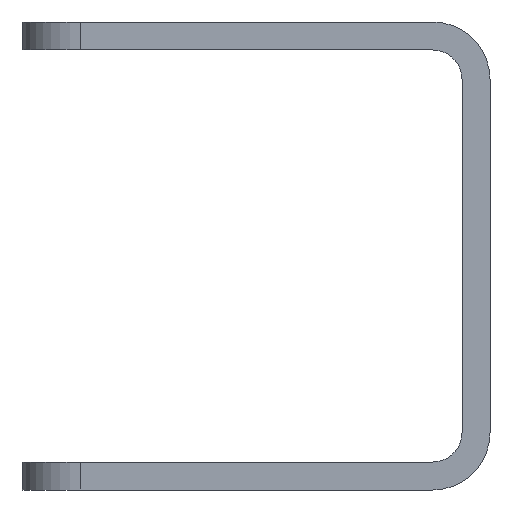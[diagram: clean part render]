
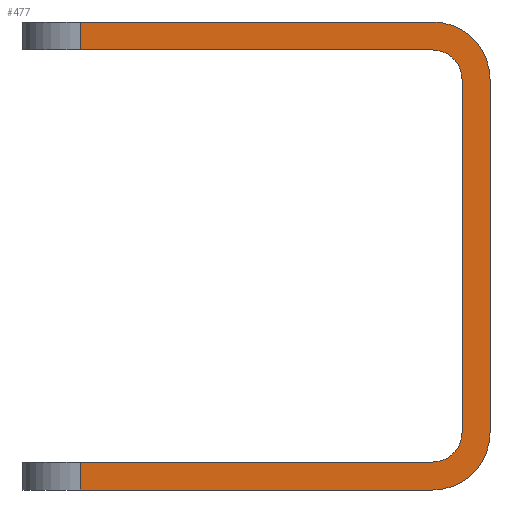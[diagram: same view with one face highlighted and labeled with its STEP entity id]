
A CAD part, front view. The second image highlights one B-rep face of the part: STEP entity #477.
In plain terms, the highlighted planar face has unit normal (0, -1, 0).
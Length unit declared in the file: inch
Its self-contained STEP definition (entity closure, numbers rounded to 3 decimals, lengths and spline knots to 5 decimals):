
#55=FACE_OUTER_BOUND('',#81,.T.);
#81=EDGE_LOOP('',(#339,#340,#341,#342,#343,#344,#345,#346,#347,#348,#349,
#350));
#131=CIRCLE('',#512,0.245);
#132=CIRCLE('',#513,0.245);
#133=CIRCLE('',#514,0.125);
#134=CIRCLE('',#515,0.125);
#163=LINE('',#723,#195);
#164=LINE('',#725,#196);
#165=LINE('',#729,#197);
#166=LINE('',#733,#198);
#167=LINE('',#735,#199);
#168=LINE('',#737,#200);
#169=LINE('',#741,#201);
#170=LINE('',#744,#202);
#195=VECTOR('',#573,0.1196);
#196=VECTOR('',#574,1.505);
#197=VECTOR('',#577,1.51);
#198=VECTOR('',#580,1.505);
#199=VECTOR('',#581,0.1196);
#200=VECTOR('',#582,1.5054);
#201=VECTOR('',#585,1.5108);
#202=VECTOR('',#588,1.5054);
#227=VERTEX_POINT('',#721);
#228=VERTEX_POINT('',#722);
#229=VERTEX_POINT('',#724);
#230=VERTEX_POINT('',#726);
#231=VERTEX_POINT('',#728);
#232=VERTEX_POINT('',#730);
#233=VERTEX_POINT('',#732);
#234=VERTEX_POINT('',#734);
#235=VERTEX_POINT('',#736);
#236=VERTEX_POINT('',#738);
#237=VERTEX_POINT('',#740);
#238=VERTEX_POINT('',#742);
#275=EDGE_CURVE('',#227,#228,#163,.T.);
#276=EDGE_CURVE('',#228,#229,#164,.T.);
#277=EDGE_CURVE('',#230,#229,#131,.T.);
#278=EDGE_CURVE('',#230,#231,#165,.T.);
#279=EDGE_CURVE('',#232,#231,#132,.T.);
#280=EDGE_CURVE('',#232,#233,#166,.T.);
#281=EDGE_CURVE('',#233,#234,#167,.T.);
#282=EDGE_CURVE('',#234,#235,#168,.T.);
#283=EDGE_CURVE('',#236,#235,#133,.T.);
#284=EDGE_CURVE('',#236,#237,#169,.T.);
#285=EDGE_CURVE('',#238,#237,#134,.T.);
#286=EDGE_CURVE('',#238,#227,#170,.T.);
#339=ORIENTED_EDGE('',*,*,#275,.T.);
#340=ORIENTED_EDGE('',*,*,#276,.T.);
#341=ORIENTED_EDGE('',*,*,#277,.F.);
#342=ORIENTED_EDGE('',*,*,#278,.T.);
#343=ORIENTED_EDGE('',*,*,#279,.F.);
#344=ORIENTED_EDGE('',*,*,#280,.T.);
#345=ORIENTED_EDGE('',*,*,#281,.T.);
#346=ORIENTED_EDGE('',*,*,#282,.T.);
#347=ORIENTED_EDGE('',*,*,#283,.F.);
#348=ORIENTED_EDGE('',*,*,#284,.T.);
#349=ORIENTED_EDGE('',*,*,#285,.F.);
#350=ORIENTED_EDGE('',*,*,#286,.T.);
#467=PLANE('',#511);
#477=ADVANCED_FACE('',(#55),#467,.F.);
#511=AXIS2_PLACEMENT_3D('',#720,#571,#572);
#512=AXIS2_PLACEMENT_3D('',#727,#575,#576);
#513=AXIS2_PLACEMENT_3D('',#731,#578,#579);
#514=AXIS2_PLACEMENT_3D('',#739,#583,#584);
#515=AXIS2_PLACEMENT_3D('',#743,#586,#587);
#571=DIRECTION('center_axis',(0.,1.,0.));
#572=DIRECTION('ref_axis',(1.,0.,0.));
#573=DIRECTION('',(0.,0.,-1.));
#574=DIRECTION('',(1.,0.,0.));
#575=DIRECTION('center_axis',(0.,1.,0.));
#576=DIRECTION('ref_axis',(1.,0.,0.));
#577=DIRECTION('',(0.,0.,1.));
#578=DIRECTION('center_axis',(0.,1.,0.));
#579=DIRECTION('ref_axis',(0.,0.,1.));
#580=DIRECTION('',(-1.,0.,0.));
#581=DIRECTION('',(0.,0.,-1.));
#582=DIRECTION('',(1.,0.,0.));
#583=DIRECTION('center_axis',(0.,-1.,0.));
#584=DIRECTION('ref_axis',(1.,0.,0.));
#585=DIRECTION('',(0.,0.,-1.));
#586=DIRECTION('center_axis',(0.,-1.,0.));
#587=DIRECTION('ref_axis',(0.,0.,-1.));
#588=DIRECTION('',(-1.,0.,0.));
#720=CARTESIAN_POINT('Origin',(0.,0.,0.));
#721=CARTESIAN_POINT('',(-1.75,0.,-0.8804));
#722=CARTESIAN_POINT('',(-1.75,0.,-1.));
#723=CARTESIAN_POINT('',(-1.75,0.,-0.8804));
#724=CARTESIAN_POINT('',(-0.245,0.,-1.));
#725=CARTESIAN_POINT('',(-1.75,0.,-1.));
#726=CARTESIAN_POINT('',(0.,0.,-0.755));
#727=CARTESIAN_POINT('Origin',(-0.245,0.,-0.755));
#728=CARTESIAN_POINT('',(0.,0.,0.755));
#729=CARTESIAN_POINT('',(0.,0.,-0.755));
#730=CARTESIAN_POINT('',(-0.245,0.,1.));
#731=CARTESIAN_POINT('Origin',(-0.245,0.,0.755));
#732=CARTESIAN_POINT('',(-1.75,0.,1.));
#733=CARTESIAN_POINT('',(-0.245,0.,1.));
#734=CARTESIAN_POINT('',(-1.75,0.,0.8804));
#735=CARTESIAN_POINT('',(-1.75,0.,1.));
#736=CARTESIAN_POINT('',(-0.2446,0.,0.8804));
#737=CARTESIAN_POINT('',(-1.75,0.,0.8804));
#738=CARTESIAN_POINT('',(-0.1196,0.,0.7554));
#739=CARTESIAN_POINT('Origin',(-0.2446,0.,0.7554));
#740=CARTESIAN_POINT('',(-0.1196,0.,-0.7554));
#741=CARTESIAN_POINT('',(-0.1196,0.,0.7554));
#742=CARTESIAN_POINT('',(-0.2446,0.,-0.8804));
#743=CARTESIAN_POINT('Origin',(-0.2446,0.,-0.7554));
#744=CARTESIAN_POINT('',(-0.2446,0.,-0.8804));
